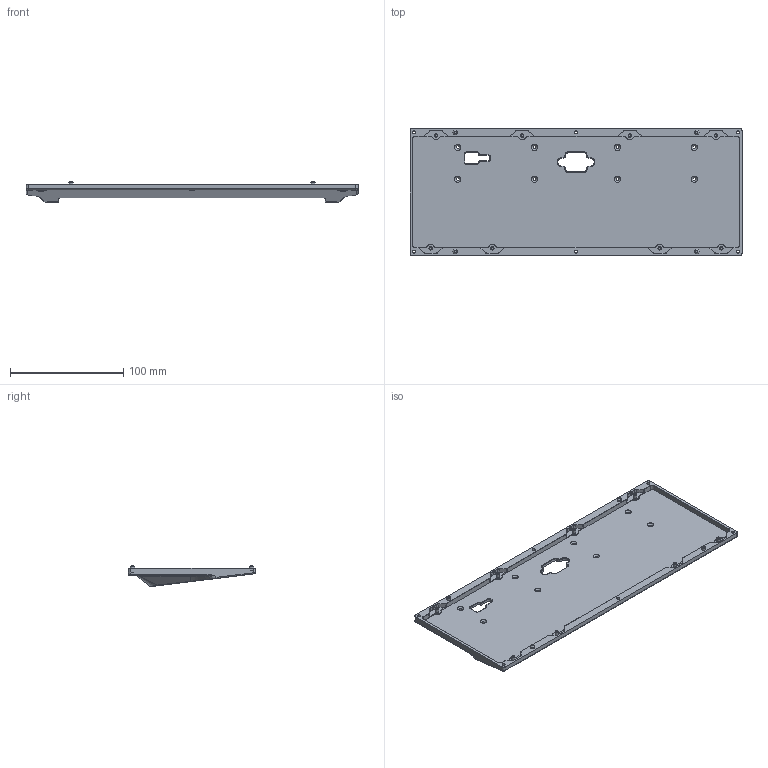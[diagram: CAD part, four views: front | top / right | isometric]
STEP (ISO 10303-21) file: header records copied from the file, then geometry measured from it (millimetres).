
FILE_DESCRIPTION(/* description */ (''),/* implementation_level */ '2;1');
FILE_NAME(/* name */ 'Shy60_V3_Proto_V1_Bottom_Case.step',/* time_stamp */ '2023-05-26T11:48:48+02:00',/* author */ (''),/* organization */ (''),/* preprocessor_version */ 'ST-DEVELOPER v19.2',/* originating_system */ 'Autodesk Translation Framework v12.4.0.73',/* authorisation */ '');
FILE_SCHEMA (('AUTOMOTIVE_DESIGN { 1 0 10303 214 3 1 1 }'));
Length unit declared in the file: millimetre
Products named in the file (1): Shy60_V3_Rev.9
Bounding box: 293.7 x 112.5 x 18.51 mm (x, y, z)
Volume: 126796.1 mm3; surface area: 75732.8 mm2
Topology: 1 solids, 1 shells, 531 faces, 1282 edges, 773 vertices
Faces by surface type: plane 187, cylinder 173, cone 108, bspline 61, torus 2
Full cylindrical faces by diameter (mm): 2.7 x14, 3 x8, 4 x4, 5 x14, 5.5 x8, 8.2 x4
Entity records: 16798 total; most frequent: CARTESIAN_POINT 4471, ORIENTED_EDGE 2552, DIRECTION 2549, EDGE_CURVE 1276, AXIS2_PLACEMENT_3D 930, VERTEX_POINT 773, LINE 689, VECTOR 689
